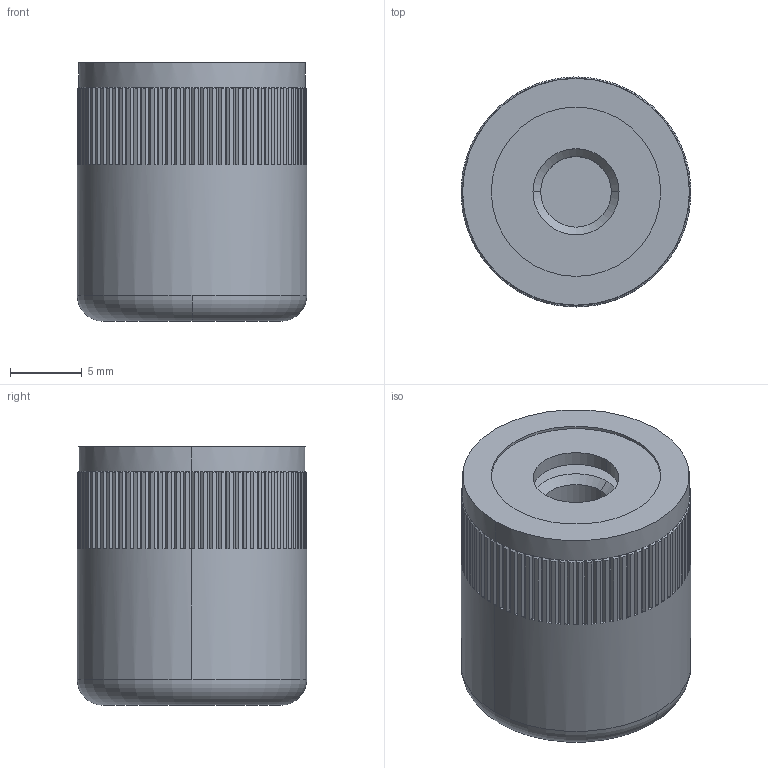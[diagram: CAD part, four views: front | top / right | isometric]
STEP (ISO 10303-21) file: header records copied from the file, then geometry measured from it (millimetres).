
FILE_DESCRIPTION(('STEP AP214'),'1');
FILE_NAME(' ',' ',('TraceParts'),('TraceParts S.A.'),'XStep 1.0',' ',' ');
FILE_SCHEMA(('automotive_design'));
Length unit declared in the file: millimetre
Products named in the file (3): 1; 2; 3
Bounding box: 16 x 16 x 18 mm (x, y, z)
Volume: 1736 mm3; surface area: 3085.5 mm2
Topology: 3 solids, 3 shells, 439 faces, 1124 edges, 696 vertices
Faces by surface type: plane 331, cone 84, cylinder 20, torus 4
Entity records: 25684 total; most frequent: CARTESIAN_POINT 2582, STYLED_ITEM 2259, PRESENTATION_STYLE_ASSIGNMENT 2259, COLOUR_RGB 2259, ORIENTED_EDGE 2248, DIRECTION 2228, EDGE_CURVE 1124, CURVE_STYLE 1124
